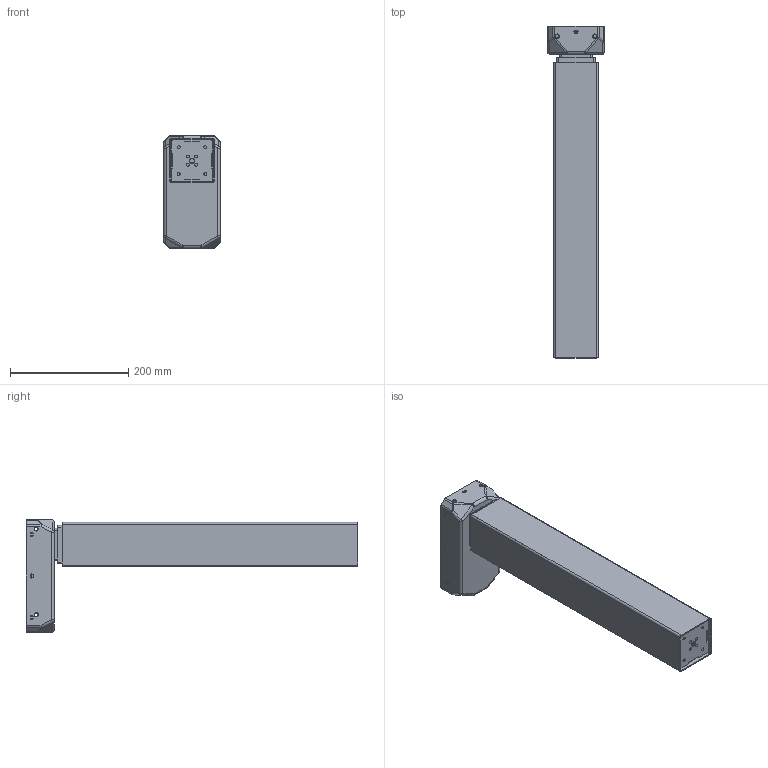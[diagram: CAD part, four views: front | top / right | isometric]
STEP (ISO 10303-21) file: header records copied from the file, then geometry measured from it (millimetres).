
FILE_DESCRIPTION((''),'2;1');
FILE_NAME('JS36DS5-3-S_ASM','2020-01-09T09:26:01',('Administrator'),('捷昌驱动'),'CREO PARAMETRIC BY PTC INC, 2018500','CREO PARAMETRIC BY PTC INC, 2018500','');
FILE_SCHEMA(('CONFIG_CONTROL_DESIGN'));
Length unit declared in the file: millimetre
Products named in the file (16): 3MM00_1_1; 00_1-7414; 000_1; 00_1-11439; 00_1-12037; 200_1; 400_1; 100_1; 700_1; 600_1; 500_1_1; 300_1; DIBAN070201__ASM_1_ASM; DS5-3-S_ASM_1_ASM; JS36DS5-3-S_ASM_1_ASM; JS36DS5-3-S_ASM
Assembly tree (15 placements, depth 5):
  JS36DS5-3-S_ASM
    JS36DS5-3-S_ASM_1_ASM
      DS5-3-S_ASM_1_ASM
        3MM00_1_1
        00_1-7414
        000_1
        00_1-11439
        00_1-12037
        DIBAN070201__ASM_1_ASM
          200_1
          400_1
          100_1
          700_1
          600_1
          500_1_1
          300_1
Bounding box: 96 x 561 x 190 mm (x, y, z)
Volume: 914761.4 mm3; surface area: 870126.3 mm2
Topology: 12 solids, 12 shells, 536 faces, 1502 edges, 971 vertices
Faces by surface type: plane 303, cylinder 187, sphere 32, torus 10, bspline 4
Entity records: 18028 total; most frequent: CARTESIAN_POINT 3688, ORIENTED_EDGE 2956, DIRECTION 2939, EDGE_CURVE 1478, VECTOR 981, LINE 981, AXIS2_PLACEMENT_3D 979, VERTEX_POINT 971
